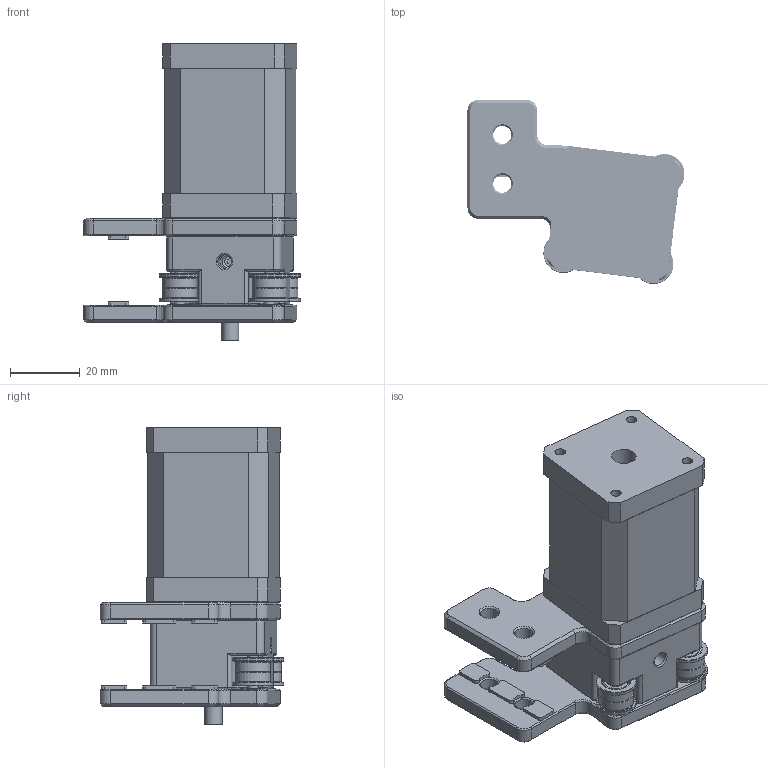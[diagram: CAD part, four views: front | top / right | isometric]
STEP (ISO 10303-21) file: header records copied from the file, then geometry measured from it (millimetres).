
FILE_DESCRIPTION(/* description */ ('','CAx-IF Rec.Pracs.---Representation and Presentation of Product Manufacturing Information (PMI)---4.0---2014-10-13'),/* implementation_level */ '2;1');
FILE_NAME(/* name */ 'X Axis Front Left Stepper.step',/* time_stamp */ '2024-12-21T09:23:04-05:00',/* author */ (''),/* organization */ (''),/* preprocessor_version */ 'ST-DEVELOPER v20',/* originating_system */ 'Autodesk Translation Framework v13.20.0.188',/* authorisation */ '');
FILE_SCHEMA (('AP242_MANAGED_MODEL_BASED_3D_ENGINEERING_MIM_LF { 1 0 10303 442 1 1 4 }'));
Length unit declared in the file: millimetre
Products named in the file (7): X Axis Front Left Stepper; Hardware; 91292A022_18-8 Stainless Steel Socket Head Screw; GT2 20T Pulley 6mm; 7804K138_Stainless Steel Ball Bearing; 57155K549_Stainless Steel Ball Bearing; Nema14 S35
Assembly tree (14 placements, depth 3):
  X Axis Front Left Stepper
    Hardware
      91292A022_18-8 Stainless Steel Socket Head Screw  x4
      GT2 20T Pulley 6mm
      57155K549_Stainless Steel Ball Bearing  x6
      7804K138_Stainless Steel Ball Bearing
    Nema14 S35
Bounding box: 62.23 x 52.73 x 85 mm (x, y, z)
Volume: 90935.5 mm3; surface area: 40563.9 mm2
Topology: 104 solids, 104 shells, 1279 faces, 3063 edges, 1952 vertices
Faces by surface type: cylinder 640, plane 315, cone 172, torus 79, sphere 62, bspline 11
Full cylindrical faces by diameter (mm): 2.35 x140, 3 x162, 3.2 x12, 4 x1, 4.517 x12, 4.744 x12, 5 x5, 5.2 x4, 5.275 x12, 5.5 x8, 6.9 x2, 7 x2, 7.4 x2, 7.5 x2, 7.725 x12, 8.483 x24, 9.735 x6, 10 x6, 10.84 x2, 11.5 x6, 11.7 x4, 12.8 x1, 13 x1, 13.1 x1, 15 x1, 15.1 x1, 16 x2, 22 x1, 22.2 x2
Entity records: 27654 total; most frequent: CARTESIAN_POINT 10545, DIRECTION 3727, ORIENTED_EDGE 3378, EDGE_CURVE 1689, AXIS2_PLACEMENT_3D 1497, VERTEX_POINT 1084, EDGE_LOOP 817, CIRCLE 766
